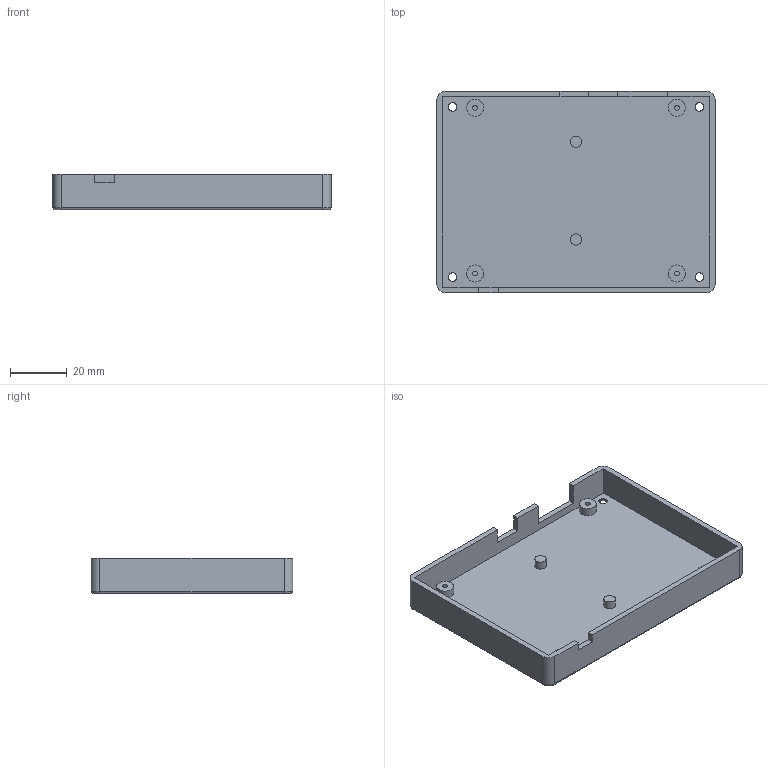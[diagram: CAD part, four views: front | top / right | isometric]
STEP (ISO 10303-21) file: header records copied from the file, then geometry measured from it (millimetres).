
FILE_DESCRIPTION(/* description */ ('STEP AP242','CAx-IF Rec.Pracs.---Representation and Presentation of Product Manufacturing Information (PMI)---4.0---2014-10-13','CAx-IF Rec.Pracs.---3D Tessellated Geometry---0.4---2014-09-14','2;1'),/* implementation_level */ '2;1');
FILE_NAME(/* name */ '631f3420c9b44c39ce7d1ab0',/* time_stamp */ '2022-09-12T13:29:05+00:00',/* author */ (''),/* organization */ (''),/* preprocessor_version */ 'ST-DEVELOPER v18.102',/* originating_system */ ' ',/* authorisation */ ' ');
FILE_SCHEMA (('AP242_MANAGED_MODEL_BASED_3D_ENGINEERING_MIM_LF { 1 0 10303 442 1 1 4 }'));
Length unit declared in the file: metre
Products named in the file (7): Standoff 3; Bottom; Standoff 1; Standoff 2; Standoff 4; Part 7; Part 8
Bounding box: 98 x 71 x 12.5 mm (x, y, z)
Volume: 20562.1 mm3; surface area: 21599.3 mm2
Topology: 7 solids, 7 shells, 64 faces, 138 edges, 88 vertices
Faces by surface type: plane 34, cylinder 22, cone 4, torus 4
Full cylindrical faces by diameter (mm): 1.75 x4, 3 x4, 4 x2, 6 x4
Entity records: 1858 total; most frequent: DIRECTION 314, CARTESIAN_POINT 279, ORIENTED_EDGE 240, AXIS2_PLACEMENT_3D 123, EDGE_CURVE 120, EDGE_LOOP 98, FACE_BOUND 98, VERTEX_POINT 88
